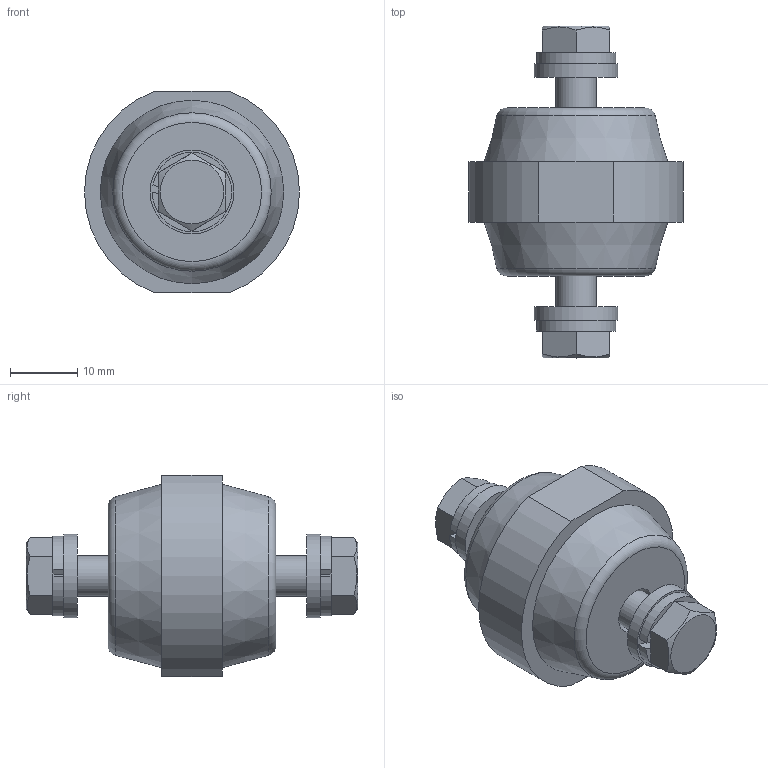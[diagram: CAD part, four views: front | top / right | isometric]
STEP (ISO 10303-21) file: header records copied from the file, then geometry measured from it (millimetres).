
FILE_DESCRIPTION (( 'STEP AP203' ), '1' );
FILE_NAME ('YIS11-25-06-B Èçîëÿòîð SM25 (Ì6) ñèëîâîé ñ áîëòîì ÈÝÊ.STEP', '2016-09-12T12:21:22', ( '' ), ( '' ), 'SwSTEP 2.0', 'SolidWorks 2014', '' );
FILE_SCHEMA (( 'CONFIG_CONTROL_DESIGN' ));
Length unit declared in the file: millimetre
Products named in the file (1): YIS11-25-06-B Èçîëÿòîð SM25 (Ì6) ñèëîâîé ñ áîëòîì ÈÝÊ
Bounding box: 32 x 49.4 x 30 mm (x, y, z)
Volume: 16992.6 mm3; surface area: 5210 mm2
Topology: 3 solids, 3 shells, 56 faces, 122 edges, 78 vertices
Faces by surface type: plane 34, cylinder 12, cone 8, torus 2
Full cylindrical faces by diameter (mm): 4.5 x2, 6 x2, 12.5 x2
Entity records: 1561 total; most frequent: CARTESIAN_POINT 341, DIRECTION 238, ORIENTED_EDGE 204, EDGE_CURVE 102, AXIS2_PLACEMENT_3D 91, EDGE_LOOP 78, VERTEX_POINT 74, FACE_OUTER_BOUND 64
